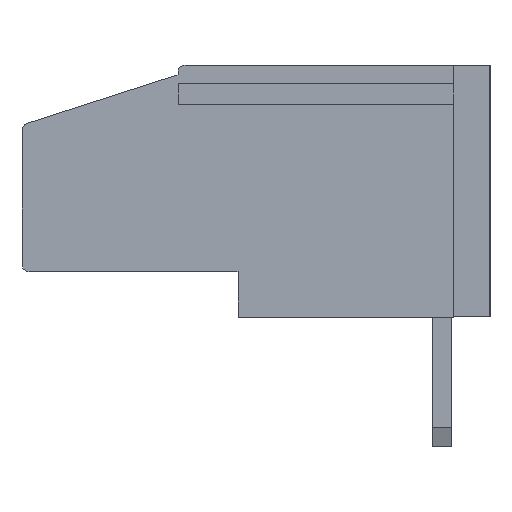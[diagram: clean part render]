
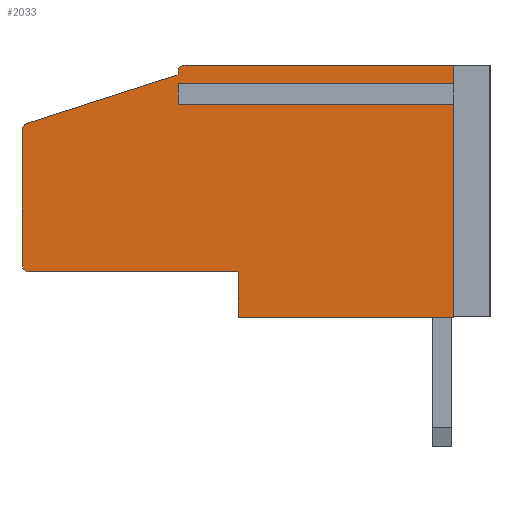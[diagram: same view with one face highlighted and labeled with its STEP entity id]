
A CAD part, left-side view. The second image highlights one B-rep face of the part: STEP entity #2033.
In plain terms, the highlighted planar face has unit normal (-1, 0, 0).
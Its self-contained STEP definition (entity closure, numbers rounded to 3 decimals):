
#94 = VECTOR ( 'NONE', #28822, 1000. ) ;
#315 = LINE ( 'NONE', #7467, #94 ) ;
#367 = CARTESIAN_POINT ( 'NONE',  ( 0., 19.5, 7.782 ) ) ;
#434 = EDGE_CURVE ( 'NONE', #27330, #21049, #20552, .T. ) ;
#455 = CARTESIAN_POINT ( 'NONE',  ( 0., 19.5, 10.5 ) ) ;
#681 = VERTEX_POINT ( 'NONE', #27879 ) ;
#682 = EDGE_CURVE ( 'NONE', #681, #15079, #6529, .T. ) ;
#1101 = VERTEX_POINT ( 'NONE', #29948 ) ;
#1219 = LINE ( 'NONE', #18556, #11505 ) ;
#1268 = VECTOR ( 'NONE', #21760, 1000. ) ;
#1626 = ORIENTED_EDGE ( 'NONE', *, *, #20845, .F. ) ;
#1791 = VECTOR ( 'NONE', #24439, 1000. ) ;
#2033 = ADVANCED_FACE ( 'NONE', ( #3353 ), #13377, .F. ) ;
#2172 = CARTESIAN_POINT ( 'NONE',  ( 0., 19.5, 1.9 ) ) ;
#2938 = ORIENTED_EDGE ( 'NONE', *, *, #8750, .F. ) ;
#3021 = VECTOR ( 'NONE', #5111, 1000. ) ;
#3091 = DIRECTION ( 'NONE',  ( 0., 0., -1. ) ) ;
#3353 = FACE_OUTER_BOUND ( 'NONE', #28654, .T. ) ;
#3362 = ORIENTED_EDGE ( 'NONE', *, *, #29015, .F. ) ;
#3992 = ORIENTED_EDGE ( 'NONE', *, *, #6404, .F. ) ;
#4365 = CARTESIAN_POINT ( 'NONE',  ( 0., 19.2, 1.9 ) ) ;
#4744 = LINE ( 'NONE', #455, #30673 ) ;
#5111 = DIRECTION ( 'NONE',  ( 0., 0., -1. ) ) ;
#5603 = CARTESIAN_POINT ( 'NONE',  ( 0., 13., 10.1 ) ) ;
#5882 = DIRECTION ( 'NONE',  ( -1., 0., 0. ) ) ;
#5968 = DIRECTION ( 'NONE',  ( 0., 0., -1. ) ) ;
#6052 = ORIENTED_EDGE ( 'NONE', *, *, #682, .T. ) ;
#6069 = DIRECTION ( 'NONE',  ( 0., 0., 1. ) ) ;
#6123 = AXIS2_PLACEMENT_3D ( 'NONE', #31097, #19163, #21057 ) ;
#6216 = VERTEX_POINT ( 'NONE', #28096 ) ;
#6404 = EDGE_CURVE ( 'NONE', #12485, #9248, #21665, .T. ) ;
#6500 = CARTESIAN_POINT ( 'NONE',  ( 0., 19.5, 8. ) ) ;
#6529 = CIRCLE ( 'NONE', #9080, 0.3 ) ;
#6536 = ORIENTED_EDGE ( 'NONE', *, *, #16587, .F. ) ;
#6711 = VECTOR ( 'NONE', #22322, 1000. ) ;
#6829 = CARTESIAN_POINT ( 'NONE',  ( 0., 13., 9.502 ) ) ;
#7467 = CARTESIAN_POINT ( 'NONE',  ( 0., 19.5, 0. ) ) ;
#7491 = CARTESIAN_POINT ( 'NONE',  ( 0., 10.5, 0. ) ) ;
#7890 = VERTEX_POINT ( 'NONE', #367 ) ;
#8068 = ORIENTED_EDGE ( 'NONE', *, *, #434, .F. ) ;
#8195 = EDGE_CURVE ( 'NONE', #1101, #12485, #24392, .T. ) ;
#8381 = VERTEX_POINT ( 'NONE', #28671 ) ;
#8406 = ORIENTED_EDGE ( 'NONE', *, *, #28287, .T. ) ;
#8629 = CARTESIAN_POINT ( 'NONE',  ( 0., 10.5, 1.9 ) ) ;
#8750 = EDGE_CURVE ( 'NONE', #10080, #6216, #19956, .T. ) ;
#9080 = AXIS2_PLACEMENT_3D ( 'NONE', #25801, #5882, #30230 ) ;
#9248 = VERTEX_POINT ( 'NONE', #31286 ) ;
#9281 = VERTEX_POINT ( 'NONE', #19192 ) ;
#9762 = LINE ( 'NONE', #2172, #12809 ) ;
#10044 = CARTESIAN_POINT ( 'NONE',  ( 0., 1.5, 10.5 ) ) ;
#10080 = VERTEX_POINT ( 'NONE', #25830 ) ;
#10227 = VECTOR ( 'NONE', #19272, 1000. ) ;
#10332 = EDGE_CURVE ( 'NONE', #27330, #9248, #315, .T. ) ;
#11505 = VECTOR ( 'NONE', #5968, 1000. ) ;
#12254 = CIRCLE ( 'NONE', #6123, 0.3 ) ;
#12456 = EDGE_CURVE ( 'NONE', #9281, #16544, #23202, .T. ) ;
#12485 = VERTEX_POINT ( 'NONE', #16190 ) ;
#12643 = CARTESIAN_POINT ( 'NONE',  ( 0., 19.5, 10.5 ) ) ;
#12809 = VECTOR ( 'NONE', #21549, 1000. ) ;
#13068 = ORIENTED_EDGE ( 'NONE', *, *, #8195, .F. ) ;
#13291 = EDGE_CURVE ( 'NONE', #16544, #21501, #26807, .T. ) ;
#13377 = PLANE ( 'NONE',  #27969 ) ;
#13461 = ORIENTED_EDGE ( 'NONE', *, *, #12456, .F. ) ;
#13888 = VECTOR ( 'NONE', #3091, 1000. ) ;
#14447 = DIRECTION ( 'NONE',  ( 0., 0., 1. ) ) ;
#14479 = EDGE_CURVE ( 'NONE', #9281, #7890, #12254, .T. ) ;
#14580 = VERTEX_POINT ( 'NONE', #29324 ) ;
#14796 = AXIS2_PLACEMENT_3D ( 'NONE', #16113, #26199, #30462 ) ;
#15079 = VERTEX_POINT ( 'NONE', #4365 ) ;
#15164 = LINE ( 'NONE', #24928, #13888 ) ;
#16113 = CARTESIAN_POINT ( 'NONE',  ( 0., 12.7, 10.2 ) ) ;
#16190 = CARTESIAN_POINT ( 'NONE',  ( 0., 1.5, 9.098 ) ) ;
#16544 = VERTEX_POINT ( 'NONE', #27709 ) ;
#16587 = EDGE_CURVE ( 'NONE', #681, #7890, #4744, .T. ) ;
#17710 = EDGE_CURVE ( 'NONE', #6216, #14580, #15164, .T. ) ;
#18556 = CARTESIAN_POINT ( 'NONE',  ( 0., 13., 9.502 ) ) ;
#18760 = EDGE_CURVE ( 'NONE', #8381, #14580, #21613, .T. ) ;
#19163 = DIRECTION ( 'NONE',  ( -1., 0., 0. ) ) ;
#19192 = CARTESIAN_POINT ( 'NONE',  ( 0., 19.292, 8.067 ) ) ;
#19272 = DIRECTION ( 'NONE',  ( 0., -1., 0. ) ) ;
#19956 = LINE ( 'NONE', #12643, #6711 ) ;
#20361 = DIRECTION ( 'NONE',  ( 0., 0., -1. ) ) ;
#20518 = CARTESIAN_POINT ( 'NONE',  ( 0., 19.5, 10.5 ) ) ;
#20552 = LINE ( 'NONE', #8629, #25334 ) ;
#20845 = EDGE_CURVE ( 'NONE', #8381, #1101, #1219, .T. ) ;
#21049 = VERTEX_POINT ( 'NONE', #30279 ) ;
#21057 = DIRECTION ( 'NONE',  ( 0., 0., -1. ) ) ;
#21501 = VERTEX_POINT ( 'NONE', #26291 ) ;
#21549 = DIRECTION ( 'NONE',  ( 0., 1., 0. ) ) ;
#21613 = LINE ( 'NONE', #6829, #1268 ) ;
#21646 = ORIENTED_EDGE ( 'NONE', *, *, #18760, .T. ) ;
#21665 = LINE ( 'NONE', #10044, #3021 ) ;
#21760 = DIRECTION ( 'NONE',  ( 0., -1., 0. ) ) ;
#22322 = DIRECTION ( 'NONE',  ( 0., -1., 0. ) ) ;
#23202 = LINE ( 'NONE', #6500, #29192 ) ;
#24392 = LINE ( 'NONE', #31358, #10227 ) ;
#24439 = DIRECTION ( 'NONE',  ( 0., 0., 1. ) ) ;
#24774 = ORIENTED_EDGE ( 'NONE', *, *, #13291, .F. ) ;
#24875 = DIRECTION ( 'NONE',  ( 1., 0., 0. ) ) ;
#24883 = ORIENTED_EDGE ( 'NONE', *, *, #10332, .T. ) ;
#24928 = CARTESIAN_POINT ( 'NONE',  ( 0., 1.5, 10.5 ) ) ;
#25136 = ORIENTED_EDGE ( 'NONE', *, *, #14479, .T. ) ;
#25334 = VECTOR ( 'NONE', #6069, 1000. ) ;
#25801 = CARTESIAN_POINT ( 'NONE',  ( 0., 19.2, 2.2 ) ) ;
#25830 = CARTESIAN_POINT ( 'NONE',  ( 0., 12.7, 10.5 ) ) ;
#26199 = DIRECTION ( 'NONE',  ( -1., 0., 0. ) ) ;
#26291 = CARTESIAN_POINT ( 'NONE',  ( 0., 13., 10.2 ) ) ;
#26807 = LINE ( 'NONE', #5603, #1791 ) ;
#27330 = VERTEX_POINT ( 'NONE', #7491 ) ;
#27709 = CARTESIAN_POINT ( 'NONE',  ( 0., 13., 10.1 ) ) ;
#27879 = CARTESIAN_POINT ( 'NONE',  ( 0., 19.5, 2.2 ) ) ;
#27969 = AXIS2_PLACEMENT_3D ( 'NONE', #20518, #24875, #20361 ) ;
#28033 = DIRECTION ( 'NONE',  ( 0., -0.952, 0.307 ) ) ;
#28096 = CARTESIAN_POINT ( 'NONE',  ( 0., 1.5, 10.5 ) ) ;
#28287 = EDGE_CURVE ( 'NONE', #10080, #21501, #28565, .T. ) ;
#28565 = CIRCLE ( 'NONE', #14796, 0.3 ) ;
#28654 = EDGE_LOOP ( 'NONE', ( #6536, #6052, #3362, #8068, #24883, #3992, #13068, #1626, #21646, #30490, #2938, #8406, #24774, #13461, #25136 ) ) ;
#28671 = CARTESIAN_POINT ( 'NONE',  ( 0., 13., 9.502 ) ) ;
#28822 = DIRECTION ( 'NONE',  ( 0., -1., 0. ) ) ;
#29015 = EDGE_CURVE ( 'NONE', #21049, #15079, #9762, .T. ) ;
#29192 = VECTOR ( 'NONE', #28033, 1000. ) ;
#29324 = CARTESIAN_POINT ( 'NONE',  ( 0., 1.5, 9.502 ) ) ;
#29948 = CARTESIAN_POINT ( 'NONE',  ( 0., 13., 9.098 ) ) ;
#30230 = DIRECTION ( 'NONE',  ( 0., 0., -1. ) ) ;
#30279 = CARTESIAN_POINT ( 'NONE',  ( 0., 10.5, 1.9 ) ) ;
#30462 = DIRECTION ( 'NONE',  ( 0., 0., -1. ) ) ;
#30490 = ORIENTED_EDGE ( 'NONE', *, *, #17710, .F. ) ;
#30673 = VECTOR ( 'NONE', #14447, 1000. ) ;
#31097 = CARTESIAN_POINT ( 'NONE',  ( 0., 19.2, 7.782 ) ) ;
#31286 = CARTESIAN_POINT ( 'NONE',  ( 0., 1.5, 0. ) ) ;
#31358 = CARTESIAN_POINT ( 'NONE',  ( 0., 13., 9.098 ) ) ;
